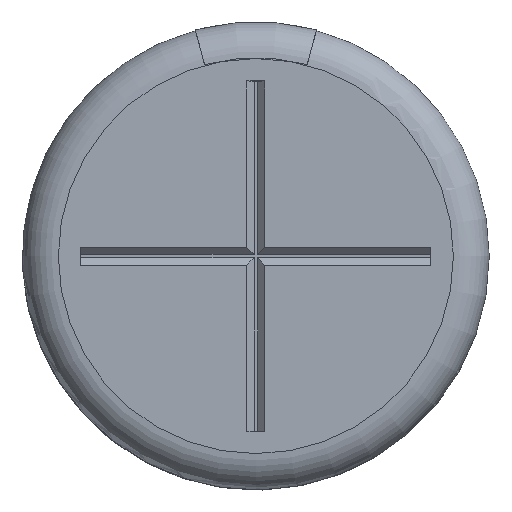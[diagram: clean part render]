
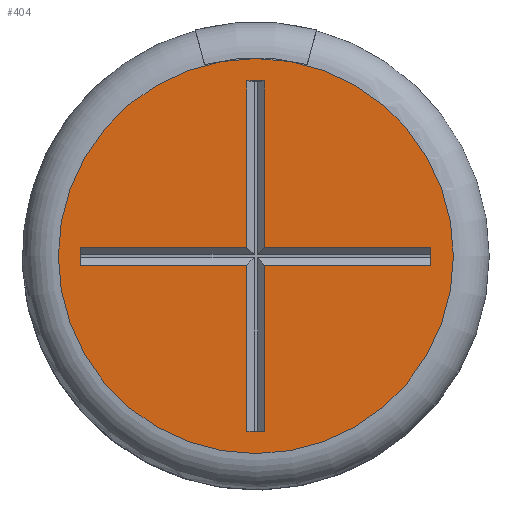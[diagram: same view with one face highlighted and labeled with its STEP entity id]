
A CAD part, top view. The second image highlights one B-rep face of the part: STEP entity #404.
In plain terms, the highlighted planar face has unit normal (0, 0, 1).
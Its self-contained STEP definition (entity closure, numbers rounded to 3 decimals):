
#33 = VERTEX_POINT('',#34);
#34 = CARTESIAN_POINT('',(2.75,0.,5.));
#41 = EDGE_CURVE('',#33,#33,#42,.T.);
#42 = CIRCLE('',#43,2.75);
#43 = AXIS2_PLACEMENT_3D('',#44,#45,#46);
#44 = CARTESIAN_POINT('',(0.,0.,5.));
#45 = DIRECTION('',(0.,0.,-1.));
#46 = DIRECTION('',(1.,0.,0.));
#404 = ADVANCED_FACE('',(#405,#408),#506,.T.);
#405 = FACE_BOUND('',#406,.T.);
#406 = EDGE_LOOP('',(#407));
#407 = ORIENTED_EDGE('',*,*,#41,.F.);
#408 = FACE_BOUND('',#409,.T.);
#409 = EDGE_LOOP('',(#410,#420,#428,#436,#444,#452,#460,#468,#476,#484,
    #492,#500));
#410 = ORIENTED_EDGE('',*,*,#411,.F.);
#411 = EDGE_CURVE('',#412,#414,#416,.T.);
#412 = VERTEX_POINT('',#413);
#413 = CARTESIAN_POINT('',(-0.125,-2.438,5.));
#414 = VERTEX_POINT('',#415);
#415 = CARTESIAN_POINT('',(0.125,-2.438,5.));
#416 = LINE('',#417,#418);
#417 = CARTESIAN_POINT('',(-0.125,-2.438,5.));
#418 = VECTOR('',#419,1.);
#419 = DIRECTION('',(1.,0.,0.));
#420 = ORIENTED_EDGE('',*,*,#421,.T.);
#421 = EDGE_CURVE('',#412,#422,#424,.T.);
#422 = VERTEX_POINT('',#423);
#423 = CARTESIAN_POINT('',(-0.125,-0.125,5.));
#424 = LINE('',#425,#426);
#425 = CARTESIAN_POINT('',(-0.125,-2.438,5.));
#426 = VECTOR('',#427,1.);
#427 = DIRECTION('',(0.,1.,0.));
#428 = ORIENTED_EDGE('',*,*,#429,.T.);
#429 = EDGE_CURVE('',#422,#430,#432,.T.);
#430 = VERTEX_POINT('',#431);
#431 = CARTESIAN_POINT('',(-2.438,-0.125,5.));
#432 = LINE('',#433,#434);
#433 = CARTESIAN_POINT('',(2.438,-0.125,5.));
#434 = VECTOR('',#435,1.);
#435 = DIRECTION('',(-1.,0.,0.));
#436 = ORIENTED_EDGE('',*,*,#437,.T.);
#437 = EDGE_CURVE('',#430,#438,#440,.T.);
#438 = VERTEX_POINT('',#439);
#439 = CARTESIAN_POINT('',(-2.438,0.125,5.));
#440 = LINE('',#441,#442);
#441 = CARTESIAN_POINT('',(-2.438,-0.125,5.));
#442 = VECTOR('',#443,1.);
#443 = DIRECTION('',(0.,1.,0.));
#444 = ORIENTED_EDGE('',*,*,#445,.F.);
#445 = EDGE_CURVE('',#446,#438,#448,.T.);
#446 = VERTEX_POINT('',#447);
#447 = CARTESIAN_POINT('',(-0.125,0.125,5.));
#448 = LINE('',#449,#450);
#449 = CARTESIAN_POINT('',(2.438,0.125,5.));
#450 = VECTOR('',#451,1.);
#451 = DIRECTION('',(-1.,0.,0.));
#452 = ORIENTED_EDGE('',*,*,#453,.T.);
#453 = EDGE_CURVE('',#446,#454,#456,.T.);
#454 = VERTEX_POINT('',#455);
#455 = CARTESIAN_POINT('',(-0.125,2.438,5.));
#456 = LINE('',#457,#458);
#457 = CARTESIAN_POINT('',(-0.125,-2.438,5.));
#458 = VECTOR('',#459,1.);
#459 = DIRECTION('',(0.,1.,0.));
#460 = ORIENTED_EDGE('',*,*,#461,.T.);
#461 = EDGE_CURVE('',#454,#462,#464,.T.);
#462 = VERTEX_POINT('',#463);
#463 = CARTESIAN_POINT('',(0.125,2.438,5.));
#464 = LINE('',#465,#466);
#465 = CARTESIAN_POINT('',(-0.125,2.438,5.));
#466 = VECTOR('',#467,1.);
#467 = DIRECTION('',(1.,0.,0.));
#468 = ORIENTED_EDGE('',*,*,#469,.F.);
#469 = EDGE_CURVE('',#470,#462,#472,.T.);
#470 = VERTEX_POINT('',#471);
#471 = CARTESIAN_POINT('',(0.125,0.125,5.));
#472 = LINE('',#473,#474);
#473 = CARTESIAN_POINT('',(0.125,-2.438,5.));
#474 = VECTOR('',#475,1.);
#475 = DIRECTION('',(0.,1.,0.));
#476 = ORIENTED_EDGE('',*,*,#477,.F.);
#477 = EDGE_CURVE('',#478,#470,#480,.T.);
#478 = VERTEX_POINT('',#479);
#479 = CARTESIAN_POINT('',(2.438,0.125,5.));
#480 = LINE('',#481,#482);
#481 = CARTESIAN_POINT('',(2.438,0.125,5.));
#482 = VECTOR('',#483,1.);
#483 = DIRECTION('',(-1.,0.,0.));
#484 = ORIENTED_EDGE('',*,*,#485,.F.);
#485 = EDGE_CURVE('',#486,#478,#488,.T.);
#486 = VERTEX_POINT('',#487);
#487 = CARTESIAN_POINT('',(2.438,-0.125,5.));
#488 = LINE('',#489,#490);
#489 = CARTESIAN_POINT('',(2.438,-0.125,5.));
#490 = VECTOR('',#491,1.);
#491 = DIRECTION('',(0.,1.,0.));
#492 = ORIENTED_EDGE('',*,*,#493,.T.);
#493 = EDGE_CURVE('',#486,#494,#496,.T.);
#494 = VERTEX_POINT('',#495);
#495 = CARTESIAN_POINT('',(0.125,-0.125,5.));
#496 = LINE('',#497,#498);
#497 = CARTESIAN_POINT('',(2.438,-0.125,5.));
#498 = VECTOR('',#499,1.);
#499 = DIRECTION('',(-1.,0.,0.));
#500 = ORIENTED_EDGE('',*,*,#501,.F.);
#501 = EDGE_CURVE('',#414,#494,#502,.T.);
#502 = LINE('',#503,#504);
#503 = CARTESIAN_POINT('',(0.125,-2.438,5.));
#504 = VECTOR('',#505,1.);
#505 = DIRECTION('',(0.,1.,0.));
#506 = PLANE('',#507);
#507 = AXIS2_PLACEMENT_3D('',#508,#509,#510);
#508 = CARTESIAN_POINT('',(0.,0.,5.));
#509 = DIRECTION('',(0.,0.,1.));
#510 = DIRECTION('',(1.,0.,0.));
